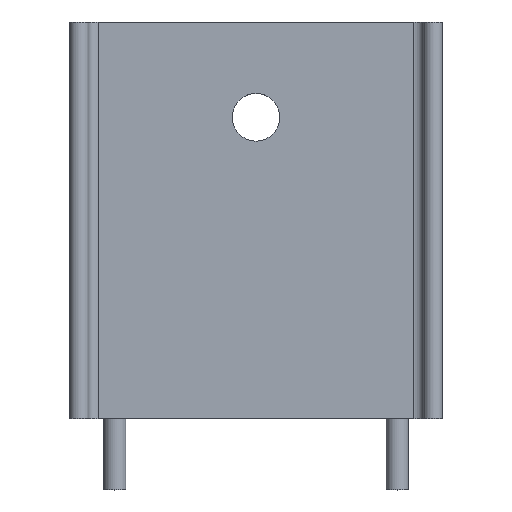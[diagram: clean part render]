
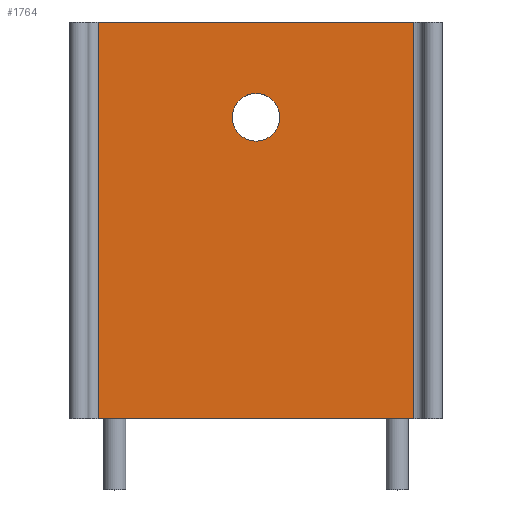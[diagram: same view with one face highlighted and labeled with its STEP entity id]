
A CAD part, top view. The second image highlights one B-rep face of the part: STEP entity #1764.
In plain terms, the highlighted planar face has unit normal (0, 0, 1).
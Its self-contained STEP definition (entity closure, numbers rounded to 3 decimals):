
#81=DIRECTION('',(1.,0.,0.));
#82=VECTOR('',#81,19.9);
#83=CARTESIAN_POINT('',(-9.95,0.,6.5));
#84=LINE('',#83,#82);
#298=DIRECTION('',(1.,0.,0.));
#299=VECTOR('',#298,19.9);
#300=CARTESIAN_POINT('',(-9.95,25.,6.5));
#301=LINE('',#300,#299);
#532=DIRECTION('',(0.,1.,0.));
#533=VECTOR('',#532,25.);
#534=CARTESIAN_POINT('',(-9.95,0.,6.5));
#535=LINE('',#534,#533);
#536=DIRECTION('',(0.,1.,0.));
#537=VECTOR('',#536,25.);
#538=CARTESIAN_POINT('',(9.95,0.,6.5));
#539=LINE('',#538,#537);
#540=CARTESIAN_POINT('',(0.,19.,6.5));
#541=DIRECTION('',(0.,0.,1.));
#542=DIRECTION('',(1.,0.,0.));
#543=AXIS2_PLACEMENT_3D('',#540,#541,#542);
#545=CARTESIAN_POINT('',(0.,19.,6.5));
#546=DIRECTION('',(0.,0.,1.));
#547=DIRECTION('',(-1.,0.,0.));
#548=AXIS2_PLACEMENT_3D('',#545,#546,#547);
#925=CARTESIAN_POINT('',(-9.95,0.,6.5));
#926=CARTESIAN_POINT('',(-9.95,25.,6.5));
#927=VERTEX_POINT('',#925);
#928=VERTEX_POINT('',#926);
#937=CARTESIAN_POINT('',(9.95,0.,6.5));
#938=CARTESIAN_POINT('',(9.95,25.,6.5));
#939=VERTEX_POINT('',#937);
#940=VERTEX_POINT('',#938);
#941=CARTESIAN_POINT('',(1.5,19.,6.5));
#942=CARTESIAN_POINT('',(-1.5,19.,6.5));
#943=VERTEX_POINT('',#941);
#944=VERTEX_POINT('',#942);
#1746=CARTESIAN_POINT('',(-10.55,0.,6.5));
#1747=DIRECTION('',(0.,0.,1.));
#1748=DIRECTION('',(1.,0.,0.));
#1749=AXIS2_PLACEMENT_3D('',#1746,#1747,#1748);
#1750=PLANE('',#1749);
#1752=ORIENTED_EDGE('',*,*,#1751,.T.);
#1753=ORIENTED_EDGE('',*,*,#1192,.T.);
#1754=ORIENTED_EDGE('',*,*,#1733,.F.);
#1755=ORIENTED_EDGE('',*,*,#992,.F.);
#1756=EDGE_LOOP('',(#1752,#1753,#1754,#1755));
#1757=FACE_OUTER_BOUND('',#1756,.F.);
#1759=ORIENTED_EDGE('',*,*,#1758,.T.);
#1761=ORIENTED_EDGE('',*,*,#1760,.T.);
#1762=EDGE_LOOP('',(#1759,#1761));
#1763=FACE_BOUND('',#1762,.F.);
#544=CIRCLE('',#543,1.5);
#549=CIRCLE('',#548,1.5);
#992=EDGE_CURVE('',#927,#939,#84,.T.);
#1192=EDGE_CURVE('',#928,#940,#301,.T.);
#1733=EDGE_CURVE('',#939,#940,#539,.T.);
#1751=EDGE_CURVE('',#927,#928,#535,.T.);
#1758=EDGE_CURVE('',#943,#944,#544,.T.);
#1760=EDGE_CURVE('',#944,#943,#549,.T.);
#1764=ADVANCED_FACE('',(#1757,#1763),#1750,.T.);
